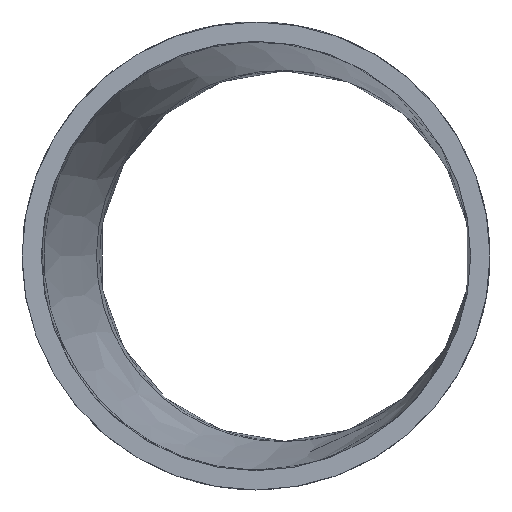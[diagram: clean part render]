
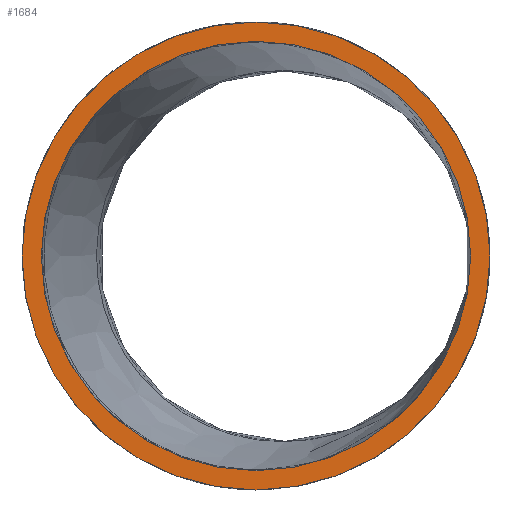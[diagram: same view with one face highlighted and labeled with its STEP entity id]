
A CAD part, left-side view. The second image highlights one B-rep face of the part: STEP entity #1684.
In plain terms, the highlighted planar face has unit normal (-1, 0, 0).
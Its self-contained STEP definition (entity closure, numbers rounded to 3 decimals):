
#658 = FACE_BOUND ( 'NONE', #15198, .T. ) ;
#832 = AXIS2_PLACEMENT_3D ( 'NONE', #6572, #5578, #14552 ) ;
#1684 = ADVANCED_FACE ( 'NONE', ( #658, #11291 ), #14239, .T. ) ;
#5578 = DIRECTION ( 'NONE',  ( -1., 0., 0. ) ) ;
#5785 = AXIS2_PLACEMENT_3D ( 'NONE', #13921, #12863, #14101 ) ;
#6063 = CIRCLE ( 'NONE', #15549, 22.15 ) ;
#6409 = DIRECTION ( 'NONE',  ( -1., 0., 0. ) ) ;
#6572 = CARTESIAN_POINT ( 'NONE',  ( 0., 0., 0. ) ) ;
#7242 = CARTESIAN_POINT ( 'NONE',  ( 0., 0., 22.15 ) ) ;
#8643 = EDGE_CURVE ( 'NONE', #15607, #15607, #11036, .T. ) ;
#9887 = CARTESIAN_POINT ( 'NONE',  ( 0., 0., 24.15 ) ) ;
#11036 = CIRCLE ( 'NONE', #5785, 24.15 ) ;
#11291 = FACE_OUTER_BOUND ( 'NONE', #15892, .T. ) ;
#12863 = DIRECTION ( 'NONE',  ( -1., 0., 0. ) ) ;
#13921 = CARTESIAN_POINT ( 'NONE',  ( 0., 0., 0. ) ) ;
#13941 = EDGE_CURVE ( 'NONE', #16023, #16023, #6063, .T. ) ;
#14101 = DIRECTION ( 'NONE',  ( 0., 0., 1. ) ) ;
#14149 = CARTESIAN_POINT ( 'NONE',  ( 0., 0., 0. ) ) ;
#14239 = PLANE ( 'NONE',  #832 ) ;
#14406 = ORIENTED_EDGE ( 'NONE', *, *, #8643, .T. ) ;
#14552 = DIRECTION ( 'NONE',  ( 0., 0., 1. ) ) ;
#15198 = EDGE_LOOP ( 'NONE', ( #15964 ) ) ;
#15372 = DIRECTION ( 'NONE',  ( 0., 0., 1. ) ) ;
#15549 = AXIS2_PLACEMENT_3D ( 'NONE', #14149, #6409, #15372 ) ;
#15607 = VERTEX_POINT ( 'NONE', #9887 ) ;
#15892 = EDGE_LOOP ( 'NONE', ( #14406 ) ) ;
#15964 = ORIENTED_EDGE ( 'NONE', *, *, #13941, .F. ) ;
#16023 = VERTEX_POINT ( 'NONE', #7242 ) ;
